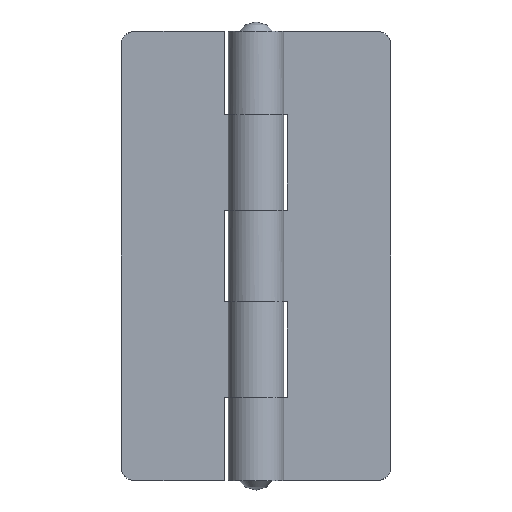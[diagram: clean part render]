
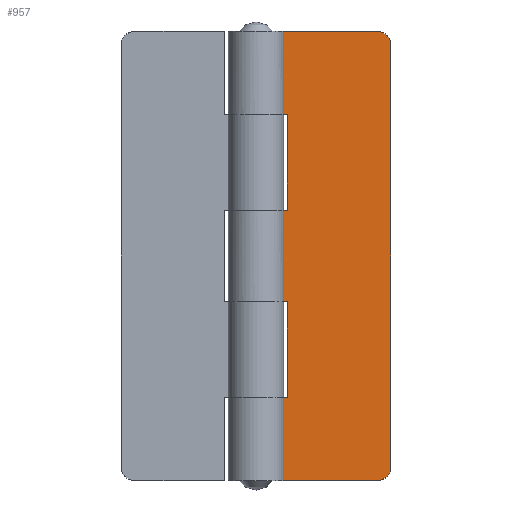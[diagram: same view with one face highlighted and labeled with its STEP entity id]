
A CAD part, front view. The second image highlights one B-rep face of the part: STEP entity #957.
In plain terms, the highlighted free-form (B-spline) face has degree [1, 1] with [2, 2] control points.
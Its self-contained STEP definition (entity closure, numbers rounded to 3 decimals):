
#75=CARTESIAN_POINT('',(27.0,3.15,100.0));
#76=VERTEX_POINT('',#75);
#82=CARTESIAN_POINT('',(30.0,3.15,97.0));
#83=VERTEX_POINT('',#82);
#84=CARTESIAN_POINT('',(30.0,3.15,97.0));
#85=CARTESIAN_POINT('',(30.,3.15,100.0));
#86=CARTESIAN_POINT('',(27.0,3.15,100.0));
#94=(BOUNDED_CURVE()B_SPLINE_CURVE(2,(#84,#85,#86),.UNSPECIFIED.,.F.,.U.)CURVE()GEOMETRIC_REPRESENTATION_ITEM()QUASI_UNIFORM_CURVE()RATIONAL_B_SPLINE_CURVE((1.0,0.707,1.0))REPRESENTATION_ITEM(''));
#95=EDGE_CURVE('',#83,#76,#94,.T.);
#136=CARTESIAN_POINT('',(30.0,3.15,3.0));
#137=VERTEX_POINT('',#136);
#143=CARTESIAN_POINT('',(27.0,3.15,0.0));
#144=VERTEX_POINT('',#143);
#145=CARTESIAN_POINT('',(27.0,3.15,0.0));
#146=CARTESIAN_POINT('',(30.,3.15,0.0));
#147=CARTESIAN_POINT('',(30.0,3.15,3.0));
#155=(BOUNDED_CURVE()B_SPLINE_CURVE(2,(#145,#146,#147),.UNSPECIFIED.,.F.,.U.)CURVE()GEOMETRIC_REPRESENTATION_ITEM()QUASI_UNIFORM_CURVE()RATIONAL_B_SPLINE_CURVE((1.0,0.707,1.0))REPRESENTATION_ITEM(''));
#156=EDGE_CURVE('',#144,#137,#155,.T.);
#171=CARTESIAN_POINT('',(0.0,3.15,39.8));
#172=VERTEX_POINT('',#171);
#229=CARTESIAN_POINT('',(7.0,3.15,39.8));
#230=VERTEX_POINT('',#229);
#236=CARTESIAN_POINT('',(0.0,3.15,39.8));
#237=CARTESIAN_POINT('',(7.0,3.15,39.8));
#238=QUASI_UNIFORM_CURVE('',1,(#236,#237),.UNSPECIFIED.,.F.,.U.);
#239=EDGE_CURVE('',#172,#230,#238,.T.);
#249=CARTESIAN_POINT('',(7.0,3.15,18.5));
#250=VERTEX_POINT('',#249);
#293=CARTESIAN_POINT('',(0.0,3.15,18.5));
#294=VERTEX_POINT('',#293);
#314=CARTESIAN_POINT('',(7.0,3.15,18.5));
#315=CARTESIAN_POINT('',(0.0,3.15,18.5));
#316=QUASI_UNIFORM_CURVE('',1,(#314,#315),.UNSPECIFIED.,.F.,.U.);
#317=EDGE_CURVE('',#250,#294,#316,.T.);
#334=CARTESIAN_POINT('',(7.0,3.15,39.8));
#335=CARTESIAN_POINT('',(7.0,3.15,18.5));
#336=QUASI_UNIFORM_CURVE('',1,(#334,#335),.UNSPECIFIED.,.F.,.U.);
#337=EDGE_CURVE('',#230,#250,#336,.T.);
#347=CARTESIAN_POINT('',(7.0,3.15,60.2));
#348=VERTEX_POINT('',#347);
#391=CARTESIAN_POINT('',(0.0,3.15,60.2));
#392=VERTEX_POINT('',#391);
#412=CARTESIAN_POINT('',(7.0,3.15,60.2));
#413=CARTESIAN_POINT('',(0.0,3.15,60.2));
#414=QUASI_UNIFORM_CURVE('',1,(#412,#413),.UNSPECIFIED.,.F.,.U.);
#415=EDGE_CURVE('',#348,#392,#414,.T.);
#425=CARTESIAN_POINT('',(0.0,3.15,81.5));
#426=VERTEX_POINT('',#425);
#483=CARTESIAN_POINT('',(7.0,3.15,81.5));
#484=VERTEX_POINT('',#483);
#490=CARTESIAN_POINT('',(0.0,3.15,81.5));
#491=CARTESIAN_POINT('',(7.0,3.15,81.5));
#492=QUASI_UNIFORM_CURVE('',1,(#490,#491),.UNSPECIFIED.,.F.,.U.);
#493=EDGE_CURVE('',#426,#484,#492,.T.);
#510=CARTESIAN_POINT('',(7.0,3.15,81.5));
#511=CARTESIAN_POINT('',(7.0,3.15,60.2));
#512=QUASI_UNIFORM_CURVE('',1,(#510,#511),.UNSPECIFIED.,.F.,.U.);
#513=EDGE_CURVE('',#484,#348,#512,.T.);
#531=CARTESIAN_POINT('',(0.0,3.15,0.0));
#532=VERTEX_POINT('',#531);
#533=CARTESIAN_POINT('',(27.0,3.15,0.0));
#534=CARTESIAN_POINT('',(0.0,3.15,0.0));
#535=QUASI_UNIFORM_CURVE('',1,(#533,#534),.UNSPECIFIED.,.F.,.U.);
#536=EDGE_CURVE('',#144,#532,#535,.T.);
#593=CARTESIAN_POINT('',(0.0,3.15,100.0));
#594=VERTEX_POINT('',#593);
#595=CARTESIAN_POINT('',(27.0,3.15,100.0));
#596=CARTESIAN_POINT('',(0.0,3.15,100.0));
#597=QUASI_UNIFORM_CURVE('',1,(#595,#596),.UNSPECIFIED.,.F.,.U.);
#598=EDGE_CURVE('',#76,#594,#597,.T.);
#663=CARTESIAN_POINT('',(30.0,3.15,97.0));
#664=CARTESIAN_POINT('',(30.0,3.15,3.0));
#665=QUASI_UNIFORM_CURVE('',1,(#663,#664),.UNSPECIFIED.,.F.,.U.);
#666=EDGE_CURVE('',#83,#137,#665,.T.);
#754=CARTESIAN_POINT('',(0.0,3.15,100.0));
#755=CARTESIAN_POINT('',(0.0,3.15,81.5));
#756=QUASI_UNIFORM_CURVE('',1,(#754,#755),.UNSPECIFIED.,.F.,.U.);
#757=EDGE_CURVE('',#594,#426,#756,.T.);
#893=CARTESIAN_POINT('',(0.0,3.15,60.2));
#894=CARTESIAN_POINT('',(0.0,3.15,39.8));
#895=QUASI_UNIFORM_CURVE('',1,(#893,#894),.UNSPECIFIED.,.F.,.U.);
#896=EDGE_CURVE('',#392,#172,#895,.T.);
#928=CARTESIAN_POINT('',(0.0,3.15,18.5));
#929=CARTESIAN_POINT('',(0.0,3.15,0.0));
#930=QUASI_UNIFORM_CURVE('',1,(#928,#929),.UNSPECIFIED.,.F.,.U.);
#931=EDGE_CURVE('',#294,#532,#930,.T.);
#936=CARTESIAN_POINT('',(-1.498,3.15,104.995));
#937=CARTESIAN_POINT('',(-1.498,3.15,-4.995));
#938=CARTESIAN_POINT('',(31.499,3.15,104.995));
#939=CARTESIAN_POINT('',(31.499,3.15,-4.995));
#940=B_SPLINE_SURFACE_WITH_KNOTS('',1,1,((#936,#938),(#937,#939)),.UNSPECIFIED.,.F.,.F.,.U.,(2,2),(2,2),(0.0,109.99),(0.0,32.997),.UNSPECIFIED.);
#941=ORIENTED_EDGE('',*,*,#536,.F.);
#942=ORIENTED_EDGE('',*,*,#156,.T.);
#943=ORIENTED_EDGE('',*,*,#666,.F.);
#944=ORIENTED_EDGE('',*,*,#95,.T.);
#945=ORIENTED_EDGE('',*,*,#598,.T.);
#946=ORIENTED_EDGE('',*,*,#757,.T.);
#947=ORIENTED_EDGE('',*,*,#493,.T.);
#948=ORIENTED_EDGE('',*,*,#513,.T.);
#949=ORIENTED_EDGE('',*,*,#415,.T.);
#950=ORIENTED_EDGE('',*,*,#896,.T.);
#951=ORIENTED_EDGE('',*,*,#239,.T.);
#952=ORIENTED_EDGE('',*,*,#337,.T.);
#953=ORIENTED_EDGE('',*,*,#317,.T.);
#954=ORIENTED_EDGE('',*,*,#931,.T.);
#955=EDGE_LOOP('',(#941,#942,#943,#944,#945,#946,#947,#948,#949,#950,#951,#952,#953,#954));
#956=FACE_OUTER_BOUND('',#955,.T.);
#957=ADVANCED_FACE('',(#956),#940,.T.);
